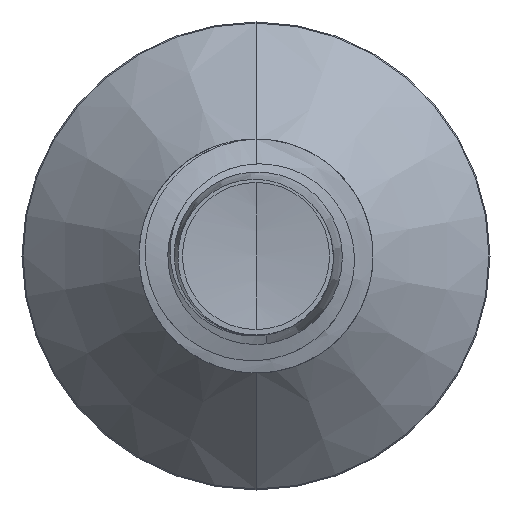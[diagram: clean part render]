
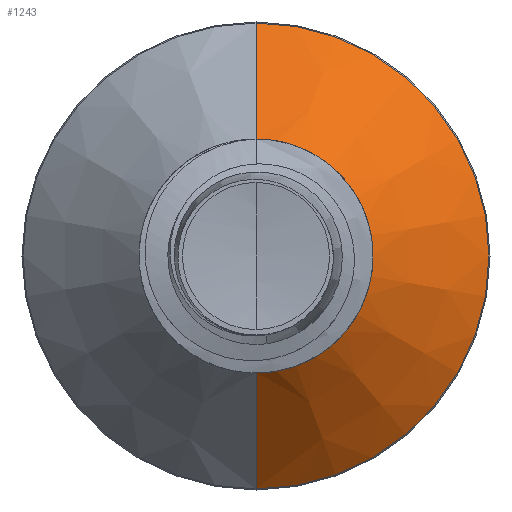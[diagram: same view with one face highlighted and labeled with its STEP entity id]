
A CAD part, front view. The second image highlights one B-rep face of the part: STEP entity #1243.
In plain terms, the highlighted conical face has half-angle 45 degrees and reference radius 0.996 mm.
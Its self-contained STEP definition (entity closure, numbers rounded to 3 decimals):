
#356 = EDGE_CURVE ( 'NONE', #17620, #7881, #19530, .T. ) ;
#437 = AXIS2_PLACEMENT_3D ( 'NONE', #17513, #7361, #19066 ) ;
#587 = DIRECTION ( 'NONE',  ( 0., 0.707, -0.707 ) ) ;
#627 = CARTESIAN_POINT ( 'NONE',  ( 0., 7.646, -0.996 ) ) ;
#1243 = ADVANCED_FACE ( 'NONE', ( #13281 ), #2875, .T. ) ;
#1340 = ORIENTED_EDGE ( 'NONE', *, *, #13429, .F. ) ;
#2282 = CIRCLE ( 'NONE', #3896, 0.996 ) ;
#2875 = CONICAL_SURFACE ( 'NONE', #9994, 0.996, 0.785 ) ;
#3896 = AXIS2_PLACEMENT_3D ( 'NONE', #9541, #20809, #11269 ) ;
#4498 = CARTESIAN_POINT ( 'NONE',  ( 0., 7.646, 0.996 ) ) ;
#6667 = VECTOR ( 'NONE', #587, 1000. ) ;
#7361 = DIRECTION ( 'NONE',  ( 0., 1., 0. ) ) ;
#7881 = VERTEX_POINT ( 'NONE', #22527 ) ;
#8812 = EDGE_LOOP ( 'NONE', ( #16394, #15374, #1340, #11062 ) ) ;
#8970 = VERTEX_POINT ( 'NONE', #20088 ) ;
#9148 = VECTOR ( 'NONE', #21375, 1000. ) ;
#9541 = CARTESIAN_POINT ( 'NONE',  ( 0., 7.646, 0. ) ) ;
#9994 = AXIS2_PLACEMENT_3D ( 'NONE', #15630, #15656, #15603 ) ;
#10559 = EDGE_CURVE ( 'NONE', #8970, #17620, #2282, .T. ) ;
#11062 = ORIENTED_EDGE ( 'NONE', *, *, #11253, .F. ) ;
#11253 = EDGE_CURVE ( 'NONE', #8970, #15462, #16887, .T. ) ;
#11269 = DIRECTION ( 'NONE',  ( 0., 0., 1. ) ) ;
#13281 = FACE_OUTER_BOUND ( 'NONE', #8812, .T. ) ;
#13429 = EDGE_CURVE ( 'NONE', #15462, #7881, #20986, .T. ) ;
#15374 = ORIENTED_EDGE ( 'NONE', *, *, #356, .T. ) ;
#15462 = VERTEX_POINT ( 'NONE', #15735 ) ;
#15603 = DIRECTION ( 'NONE',  ( 0., 0., 1. ) ) ;
#15630 = CARTESIAN_POINT ( 'NONE',  ( 0., 7.646, 0. ) ) ;
#15656 = DIRECTION ( 'NONE',  ( 0., 1., 0. ) ) ;
#15735 = CARTESIAN_POINT ( 'NONE',  ( 0., 8.641, 1.991 ) ) ;
#16394 = ORIENTED_EDGE ( 'NONE', *, *, #10559, .T. ) ;
#16887 = LINE ( 'NONE', #4498, #9148 ) ;
#17513 = CARTESIAN_POINT ( 'NONE',  ( 0., 8.641, 0. ) ) ;
#17620 = VERTEX_POINT ( 'NONE', #18704 ) ;
#18704 = CARTESIAN_POINT ( 'NONE',  ( 0., 7.646, -0.996 ) ) ;
#19066 = DIRECTION ( 'NONE',  ( 0., 0., 1. ) ) ;
#19530 = LINE ( 'NONE', #627, #6667 ) ;
#20088 = CARTESIAN_POINT ( 'NONE',  ( 0., 7.646, 0.996 ) ) ;
#20809 = DIRECTION ( 'NONE',  ( 0., 1., 0. ) ) ;
#20986 = CIRCLE ( 'NONE', #437, 1.991 ) ;
#21375 = DIRECTION ( 'NONE',  ( 0., 0.707, 0.707 ) ) ;
#22527 = CARTESIAN_POINT ( 'NONE',  ( 0., 8.641, -1.991 ) ) ;
